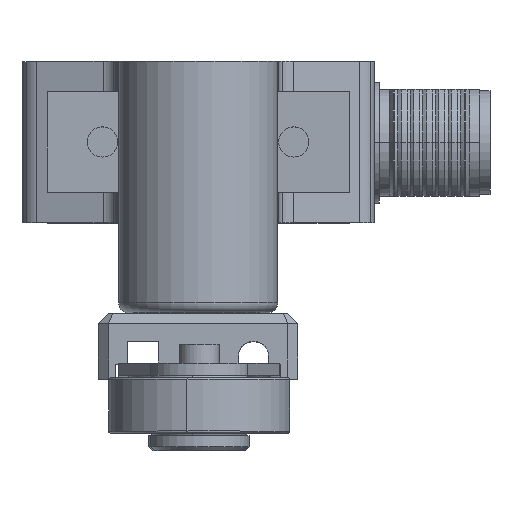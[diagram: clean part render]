
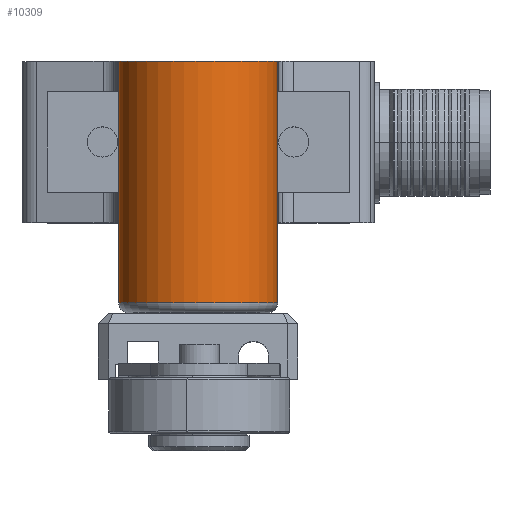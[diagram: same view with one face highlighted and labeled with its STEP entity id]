
A CAD part, top view. The second image highlights one B-rep face of the part: STEP entity #10309.
In plain terms, the highlighted cylindrical face has radius 7.9 mm (diameter 15.8 mm), a partial arc.
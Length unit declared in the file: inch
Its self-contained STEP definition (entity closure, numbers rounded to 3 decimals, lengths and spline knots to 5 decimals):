
#16 = VECTOR ( 'NONE', #20693, 39.37008 ) ;
#50 = LINE ( 'NONE', #19189, #12694 ) ;
#312 = CARTESIAN_POINT ( 'NONE',  ( 0.31102, -0.62992, 0.70866 ) ) ;
#481 = VECTOR ( 'NONE', #7844, 39.37008 ) ;
#975 = CARTESIAN_POINT ( 'NONE',  ( 0., 0., 0.70866 ) ) ;
#982 = ORIENTED_EDGE ( 'NONE', *, *, #14594, .T. ) ;
#2003 = EDGE_CURVE ( 'NONE', #4879, #19838, #3553, .T. ) ;
#2238 = LINE ( 'NONE', #13295, #16 ) ;
#2653 = EDGE_CURVE ( 'NONE', #9031, #7874, #22240, .T. ) ;
#3553 = CIRCLE ( 'NONE', #22136, 0.31102 ) ;
#4477 = CIRCLE ( 'NONE', #11148, 0.31102 ) ;
#4879 = VERTEX_POINT ( 'NONE', #11142 ) ;
#5199 = CARTESIAN_POINT ( 'NONE',  ( 0., -0.94488, 0.70866 ) ) ;
#6040 = CARTESIAN_POINT ( 'NONE',  ( 0., 0., 0.70866 ) ) ;
#6070 = ORIENTED_EDGE ( 'NONE', *, *, #22692, .F. ) ;
#7021 = EDGE_CURVE ( 'NONE', #17079, #7874, #4477, .T. ) ;
#7844 = DIRECTION ( 'NONE',  ( 0., -1., 0. ) ) ;
#7874 = VERTEX_POINT ( 'NONE', #10201 ) ;
#8236 = DIRECTION ( 'NONE',  ( 0., 1., 0. ) ) ;
#9031 = VERTEX_POINT ( 'NONE', #17646 ) ;
#9036 = FACE_OUTER_BOUND ( 'NONE', #18276, .T. ) ;
#10201 = CARTESIAN_POINT ( 'NONE',  ( -0.31102, -0.94488, 0.70866 ) ) ;
#10309 = ADVANCED_FACE ( 'NONE', ( #9036 ), #12096, .T. ) ;
#11142 = CARTESIAN_POINT ( 'NONE',  ( -0.31102, 0., 0.70866 ) ) ;
#11148 = AXIS2_PLACEMENT_3D ( 'NONE', #5199, #19444, #17568 ) ;
#12096 = CYLINDRICAL_SURFACE ( 'NONE', #16845, 0.31102 ) ;
#12191 = VERTEX_POINT ( 'NONE', #312 ) ;
#12540 = ORIENTED_EDGE ( 'NONE', *, *, #7021, .F. ) ;
#12694 = VECTOR ( 'NONE', #13529, 39.37008 ) ;
#12717 = CARTESIAN_POINT ( 'NONE',  ( 0.31102, 0., 0.70866 ) ) ;
#12871 = LINE ( 'NONE', #18838, #481 ) ;
#13295 = CARTESIAN_POINT ( 'NONE',  ( 0.31102, 0., 0.70866 ) ) ;
#13529 = DIRECTION ( 'NONE',  ( 0., -1., 0. ) ) ;
#14594 = EDGE_CURVE ( 'NONE', #4879, #9031, #12871, .T. ) ;
#14639 = ORIENTED_EDGE ( 'NONE', *, *, #2653, .T. ) ;
#14930 = DIRECTION ( 'NONE',  ( 0., -1., 0. ) ) ;
#15568 = VECTOR ( 'NONE', #21410, 39.37008 ) ;
#15692 = CARTESIAN_POINT ( 'NONE',  ( 0.31102, -0.94488, 0.70866 ) ) ;
#15936 = CARTESIAN_POINT ( 'NONE',  ( -0.31102, 0., 0.70866 ) ) ;
#16107 = ORIENTED_EDGE ( 'NONE', *, *, #17880, .F. ) ;
#16845 = AXIS2_PLACEMENT_3D ( 'NONE', #6040, #14930, #22347 ) ;
#17079 = VERTEX_POINT ( 'NONE', #15692 ) ;
#17568 = DIRECTION ( 'NONE',  ( -1., 0., 0. ) ) ;
#17646 = CARTESIAN_POINT ( 'NONE',  ( -0.31102, -0.62992, 0.70866 ) ) ;
#17827 = ORIENTED_EDGE ( 'NONE', *, *, #2003, .F. ) ;
#17880 = EDGE_CURVE ( 'NONE', #12191, #17079, #2238, .T. ) ;
#18276 = EDGE_LOOP ( 'NONE', ( #16107, #6070, #17827, #982, #14639, #12540 ) ) ;
#18838 = CARTESIAN_POINT ( 'NONE',  ( -0.31102, 0., 0.70866 ) ) ;
#19189 = CARTESIAN_POINT ( 'NONE',  ( 0.31102, 0., 0.70866 ) ) ;
#19444 = DIRECTION ( 'NONE',  ( 0., -1., 0. ) ) ;
#19838 = VERTEX_POINT ( 'NONE', #12717 ) ;
#20693 = DIRECTION ( 'NONE',  ( 0., -1., 0. ) ) ;
#20730 = DIRECTION ( 'NONE',  ( -1., 0., 0. ) ) ;
#21410 = DIRECTION ( 'NONE',  ( 0., -1., 0. ) ) ;
#22136 = AXIS2_PLACEMENT_3D ( 'NONE', #975, #8236, #20730 ) ;
#22240 = LINE ( 'NONE', #15936, #15568 ) ;
#22347 = DIRECTION ( 'NONE',  ( -1., 0., 0. ) ) ;
#22692 = EDGE_CURVE ( 'NONE', #19838, #12191, #50, .T. ) ;
